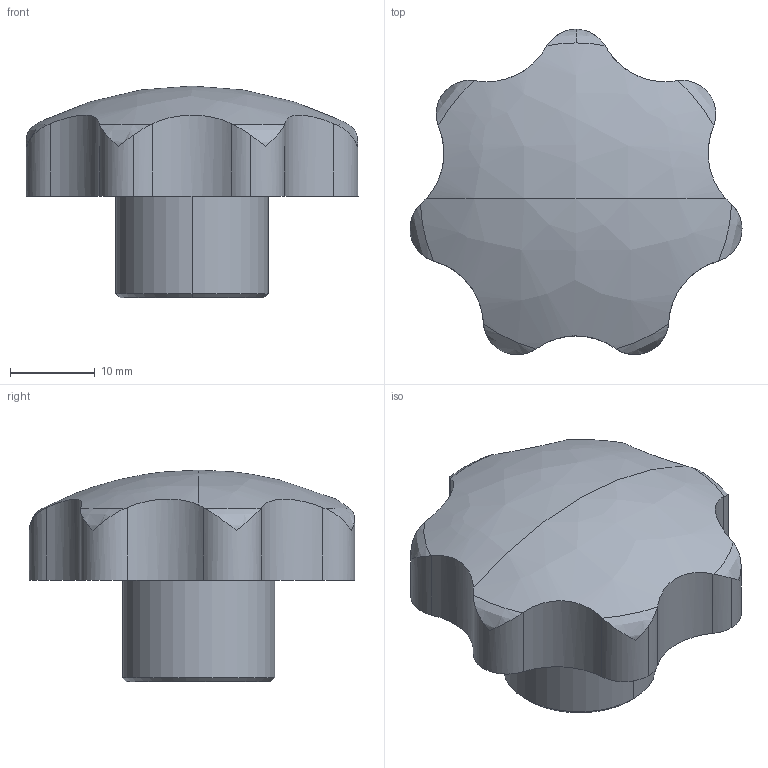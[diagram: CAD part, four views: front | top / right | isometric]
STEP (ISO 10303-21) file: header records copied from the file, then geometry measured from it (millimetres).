
FILE_DESCRIPTION (( 'STEP AP203' ), '1' );
FILE_NAME ('402516851_c_1.STEP', '2022-10-04T14:45:10', ( '' ), ( '' ), 'SwSTEP 2.0', 'SolidWorks 2014', '' );
FILE_SCHEMA (( 'CONFIG_CONTROL_DESIGN' ));
Length unit declared in the file: millimetre
Products named in the file (1): 402516851_c_1
Bounding box: 39.2 x 38.42 x 25 mm (x, y, z)
Volume: 13475.3 mm3; surface area: 4156.4 mm2
Topology: 1 solids, 1 shells, 39 faces, 107 edges, 72 vertices
Faces by surface type: cylinder 22, bspline 10, cone 4, plane 3
Entity records: 2004 total; most frequent: CARTESIAN_POINT 1011, ORIENTED_EDGE 214, DIRECTION 166, EDGE_CURVE 107, VERTEX_POINT 72, AXIS2_PLACEMENT_3D 70, B_SPLINE_CURVE_WITH_KNOTS 41, EDGE_LOOP 41
